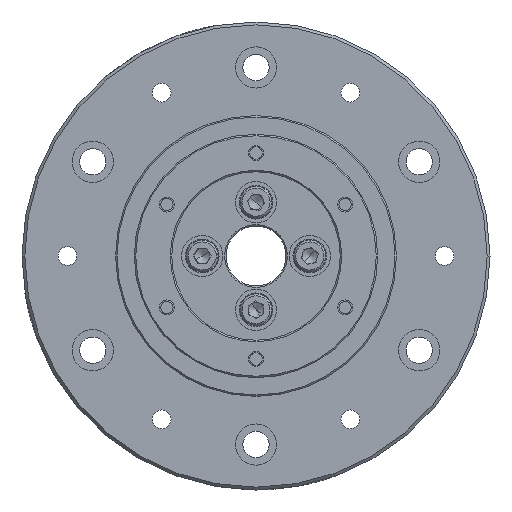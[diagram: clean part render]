
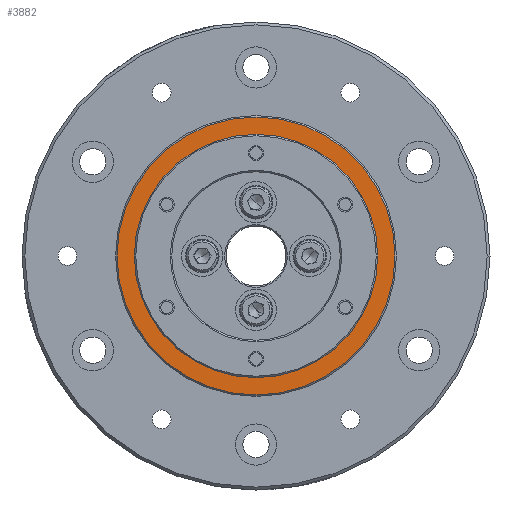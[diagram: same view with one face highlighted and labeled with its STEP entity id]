
A CAD part, front view. The second image highlights one B-rep face of the part: STEP entity #3882.
In plain terms, the highlighted face is planar.
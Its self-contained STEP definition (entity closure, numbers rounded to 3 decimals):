
#178 = VERTEX_POINT ( 'NONE', #372 ) ;
#372 = CARTESIAN_POINT ( 'NONE',  ( 0., 11.99, -37.119 ) ) ;
#431 = CIRCLE ( 'NONE', #9512, 37.119 ) ;
#441 = ORIENTED_EDGE ( 'NONE', *, *, #10048, .F. ) ;
#625 = CARTESIAN_POINT ( 'NONE',  ( 0., 11.99, -32.5 ) ) ;
#655 = DIRECTION ( 'NONE',  ( 0., 0., 1. ) ) ;
#764 = CARTESIAN_POINT ( 'NONE',  ( 0., 11.99, 0. ) ) ;
#946 = VERTEX_POINT ( 'NONE', #625 ) ;
#1160 = VERTEX_POINT ( 'NONE', #4270 ) ;
#1471 = DIRECTION ( 'NONE',  ( 0., 1., 0. ) ) ;
#1868 = EDGE_LOOP ( 'NONE', ( #8256, #441 ) ) ;
#2120 = DIRECTION ( 'NONE',  ( 0., 1., 0. ) ) ;
#2142 = CARTESIAN_POINT ( 'NONE',  ( 0., 11.99, 37.119 ) ) ;
#2250 = CIRCLE ( 'NONE', #8066, 32.5 ) ;
#2290 = AXIS2_PLACEMENT_3D ( 'NONE', #764, #7588, #655 ) ;
#2386 = ORIENTED_EDGE ( 'NONE', *, *, #4063, .T. ) ;
#2797 = FACE_OUTER_BOUND ( 'NONE', #9303, .T. ) ;
#3725 = CARTESIAN_POINT ( 'NONE',  ( 0., 11.99, 0. ) ) ;
#3882 = ADVANCED_FACE ( 'NONE', ( #2797, #6256 ), #4445, .T. ) ;
#4063 = EDGE_CURVE ( 'NONE', #6745, #178, #4221, .T. ) ;
#4221 = CIRCLE ( 'NONE', #8032, 37.119 ) ;
#4270 = CARTESIAN_POINT ( 'NONE',  ( 0., 11.99, 32.5 ) ) ;
#4445 = PLANE ( 'NONE',  #10200 ) ;
#4461 = ORIENTED_EDGE ( 'NONE', *, *, #5561, .T. ) ;
#5561 = EDGE_CURVE ( 'NONE', #178, #6745, #431, .T. ) ;
#5564 = EDGE_CURVE ( 'NONE', #1160, #946, #2250, .T. ) ;
#6256 = FACE_BOUND ( 'NONE', #1868, .T. ) ;
#6400 = CARTESIAN_POINT ( 'NONE',  ( 0., 11.99, 0. ) ) ;
#6745 = VERTEX_POINT ( 'NONE', #2142 ) ;
#7168 = CARTESIAN_POINT ( 'NONE',  ( 0., 11.99, 0. ) ) ;
#7195 = DIRECTION ( 'NONE',  ( 0., 0., 1. ) ) ;
#7205 = CIRCLE ( 'NONE', #2290, 32.5 ) ;
#7588 = DIRECTION ( 'NONE',  ( 0., 1., 0. ) ) ;
#8032 = AXIS2_PLACEMENT_3D ( 'NONE', #6400, #10578, #8957 ) ;
#8066 = AXIS2_PLACEMENT_3D ( 'NONE', #3725, #2120, #8094 ) ;
#8094 = DIRECTION ( 'NONE',  ( 0., 0., 1. ) ) ;
#8256 = ORIENTED_EDGE ( 'NONE', *, *, #5564, .F. ) ;
#8957 = DIRECTION ( 'NONE',  ( 0., 0., 1. ) ) ;
#9252 = CARTESIAN_POINT ( 'NONE',  ( 0., 11.99, 0. ) ) ;
#9303 = EDGE_LOOP ( 'NONE', ( #4461, #2386 ) ) ;
#9512 = AXIS2_PLACEMENT_3D ( 'NONE', #9252, #1471, #7195 ) ;
#9610 = DIRECTION ( 'NONE',  ( 0., 0., 1. ) ) ;
#10048 = EDGE_CURVE ( 'NONE', #946, #1160, #7205, .T. ) ;
#10200 = AXIS2_PLACEMENT_3D ( 'NONE', #7168, #10652, #9610 ) ;
#10578 = DIRECTION ( 'NONE',  ( 0., 1., 0. ) ) ;
#10652 = DIRECTION ( 'NONE',  ( 0., 1., 0. ) ) ;
